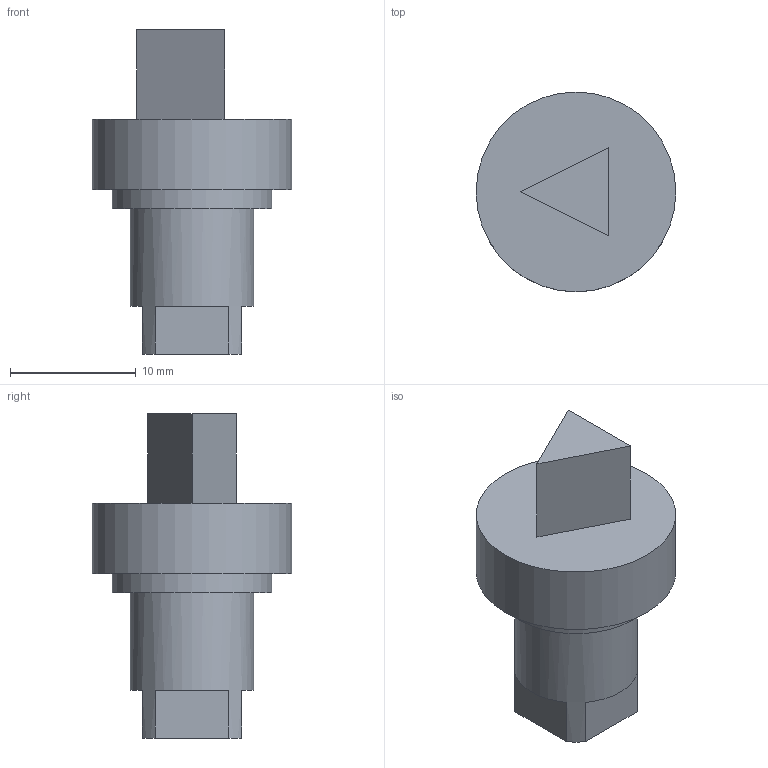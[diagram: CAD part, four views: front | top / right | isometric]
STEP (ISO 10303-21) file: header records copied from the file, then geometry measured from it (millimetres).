
FILE_DESCRIPTION (( 'STEP AP214' ), '1' );
FILE_NAME ('2TRI7.STEP', '2019-07-17T22:27:56', ( '' ), ( '' ), 'SwSTEP 2.0', 'SolidWorks 2018', '' );
FILE_SCHEMA (( 'AUTOMOTIVE_DESIGN' ));
Length unit declared in the file: inch
Products named in the file (1): 2TRI7
Bounding box: 15.88 x 15.88 x 25.78 mm (x, y, z)
Volume: 2105.9 mm3; surface area: 1396.8 mm2
Topology: 1 solids, 1 shells, 21 faces, 45 edges, 30 vertices
Faces by surface type: plane 17, cylinder 4
Full cylindrical faces by diameter (mm): 5 x1, 9.83 x1, 12.7 x1, 15.875 x1
Entity records: 858 total; most frequent: DIRECTION 99, CARTESIAN_POINT 91, ORIENTED_EDGE 80, EDGE_CURVE 40, AXIS2_PLACEMENT_3D 37, EDGE_LOOP 29, VERTEX_POINT 29, LINE 25
